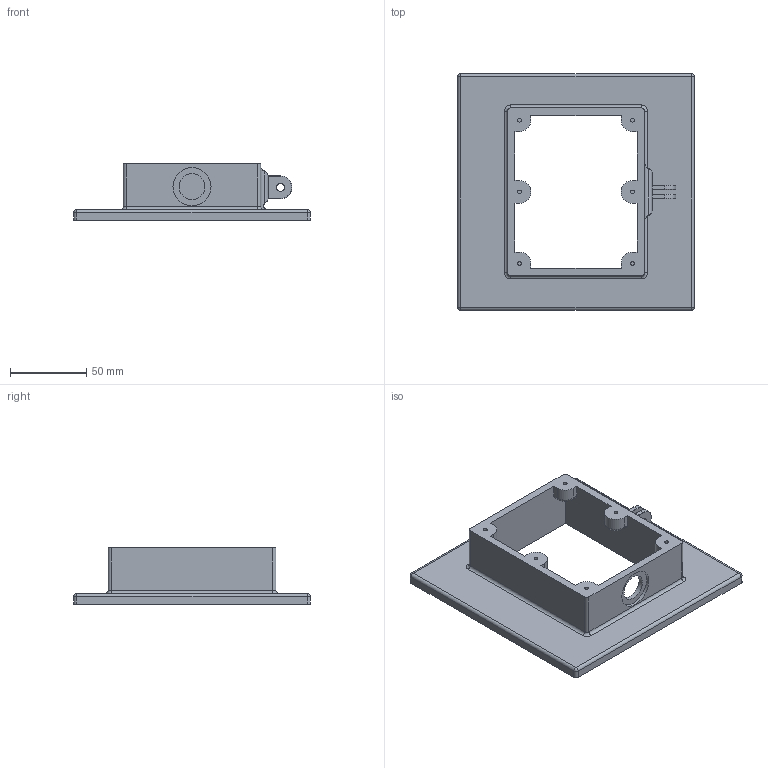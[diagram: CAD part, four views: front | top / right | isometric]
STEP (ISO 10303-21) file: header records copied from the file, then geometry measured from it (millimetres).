
FILE_DESCRIPTION(/* description */ (''),/* implementation_level */ '2;1');
FILE_NAME(/* name */ 'enclosure_with_bracket.stp',/* time_stamp */ '2019-07-07T14:30:54+02:00',/* author */ ('ZEUSLAP'),/* organization */ (''),/* preprocessor_version */ 'ST-DEVELOPER v16.13',/* originating_system */ 'Autodesk Inventor 2018',/* authorisation */ '');
FILE_SCHEMA (('AUTOMOTIVE_DESIGN { 1 0 10303 214 3 1 1 }'));
Length unit declared in the file: millimetre
Products named in the file (3): enclosure_with_bracket; solar_panel_frame; camera_bracket_male
Assembly tree (2 placements, depth 2):
  enclosure_with_bracket
    solar_panel_frame
    camera_bracket_male
Bounding box: 155 x 155 x 37 mm (x, y, z)
Volume: 151546.6 mm3; surface area: 63834.2 mm2
Topology: 3 solids, 3 shells, 143 faces, 338 edges, 210 vertices
Faces by surface type: cylinder 65, plane 56, torus 14, sphere 4, cone 4
Full cylindrical faces by diameter (mm): 2.5 x6, 5 x2, 17 x1, 25 x1
Entity records: 4354 total; most frequent: DIRECTION 748, CARTESIAN_POINT 747, ORIENTED_EDGE 648, EDGE_CURVE 324, AXIS2_PLACEMENT_3D 284, VERTEX_POINT 210, LINE 180, VECTOR 180
